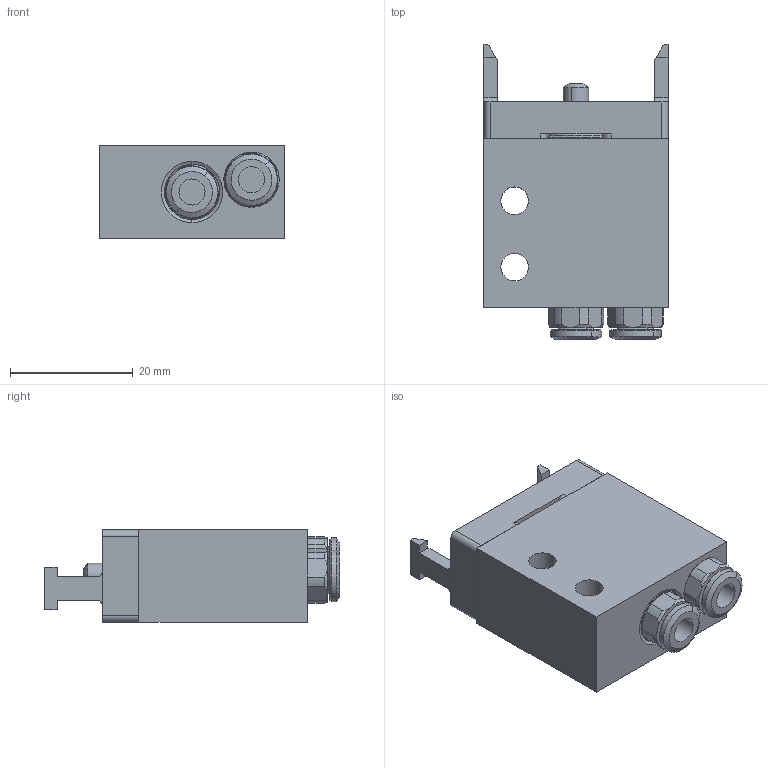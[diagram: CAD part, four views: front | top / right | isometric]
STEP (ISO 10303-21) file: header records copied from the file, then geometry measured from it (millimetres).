
FILE_DESCRIPTION (( 'STEP AP214' ), '1' );
FILE_NAME ('08_036_4.STEP', '2016-01-07T14:20:58', ( '' ), ( '' ), 'SwSTEP 2.0', 'SolidWorks 2016', '' );
FILE_SCHEMA (( 'AUTOMOTIVE_DESIGN' ));
Length unit declared in the file: millimetre
Products named in the file (1): 08_036_4
Bounding box: 30 x 48.1 x 15 mm (x, y, z)
Volume: 14958.4 mm3; surface area: 7847.2 mm2
Topology: 9 solids, 10 shells, 421 faces, 1029 edges, 639 vertices
Faces by surface type: plane 150, cone 116, cylinder 115, torus 28, bspline 8, sphere 4
Entity records: 13734 total; most frequent: CARTESIAN_POINT 2646, DIRECTION 2246, ORIENTED_EDGE 2040, EDGE_CURVE 1020, AXIS2_PLACEMENT_3D 890, VERTEX_POINT 636, CIRCLE 476, LINE 466
